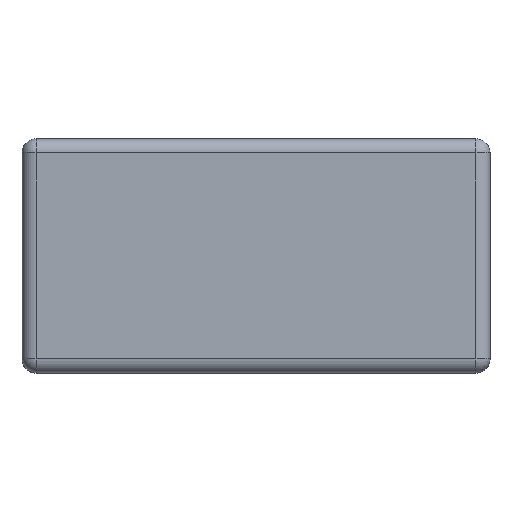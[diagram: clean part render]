
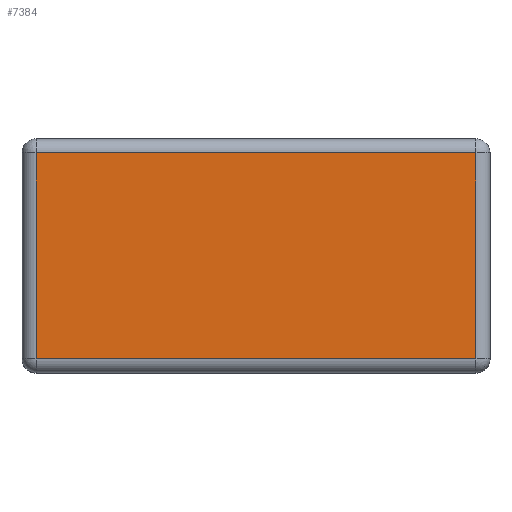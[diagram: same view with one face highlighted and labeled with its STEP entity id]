
A CAD part, top view. The second image highlights one B-rep face of the part: STEP entity #7384.
In plain terms, the highlighted face is planar.
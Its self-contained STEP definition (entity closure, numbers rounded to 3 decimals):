
#7124=CARTESIAN_POINT('',(-47.0,-22.,-28.));
#7125=VERTEX_POINT('',#7124);
#7133=CARTESIAN_POINT('',(47.,-22.,-28.));
#7134=VERTEX_POINT('',#7133);
#7135=CARTESIAN_POINT('',(-47.0,-22.,-28.));
#7136=DIRECTION('',(1.0,0.0,0.0));
#7137=VECTOR('',#7136,94.0);
#7138=LINE('',#7135,#7137);
#7139=EDGE_CURVE('',#7125,#7134,#7138,.T.);
#7171=CARTESIAN_POINT('',(47.0,22.,-28.));
#7172=VERTEX_POINT('',#7171);
#7173=CARTESIAN_POINT('',(47.0,-22.,-28.));
#7174=DIRECTION('',(0.0,1.0,0.0));
#7175=VECTOR('',#7174,44.);
#7176=LINE('',#7173,#7175);
#7177=EDGE_CURVE('',#7134,#7172,#7176,.T.);
#7221=CARTESIAN_POINT('',(-47.,22.,-28.));
#7222=VERTEX_POINT('',#7221);
#7223=CARTESIAN_POINT('',(47.0,22.,-28.));
#7224=DIRECTION('',(-1.0,0.0,0.0));
#7225=VECTOR('',#7224,94.0);
#7226=LINE('',#7223,#7225);
#7227=EDGE_CURVE('',#7172,#7222,#7226,.T.);
#7276=CARTESIAN_POINT('',(-47.0,22.,-28.));
#7277=DIRECTION('',(0.0,-1.0,0.0));
#7278=VECTOR('',#7277,44.);
#7279=LINE('',#7276,#7278);
#7280=EDGE_CURVE('',#7222,#7125,#7279,.T.);
#7373=CARTESIAN_POINT('',(0.,0.,-28.));
#7374=DIRECTION('',(0.0,0.0,1.0));
#7375=DIRECTION('',(1.0,0.0,0.0));
#7376=AXIS2_PLACEMENT_3D('',#7373,#7374,#7375);
#7377=PLANE('',#7376);
#7378=ORIENTED_EDGE('',*,*,#7139,.F.);
#7379=ORIENTED_EDGE('',*,*,#7280,.F.);
#7380=ORIENTED_EDGE('',*,*,#7227,.F.);
#7381=ORIENTED_EDGE('',*,*,#7177,.F.);
#7382=EDGE_LOOP('',(#7378,#7379,#7380,#7381));
#7383=FACE_OUTER_BOUND('',#7382,.T.);
#7384=ADVANCED_FACE('',(#7383),#7377,.F.);
